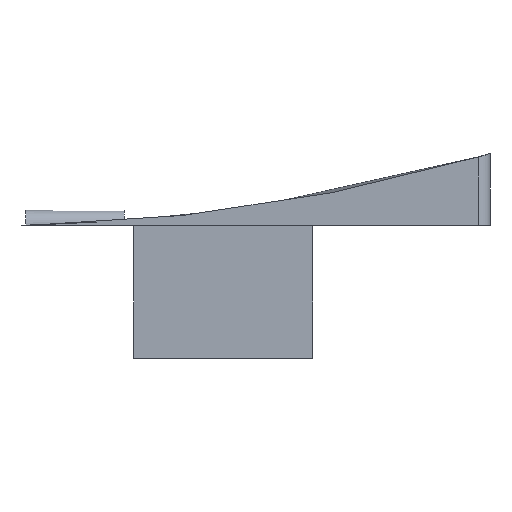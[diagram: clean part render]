
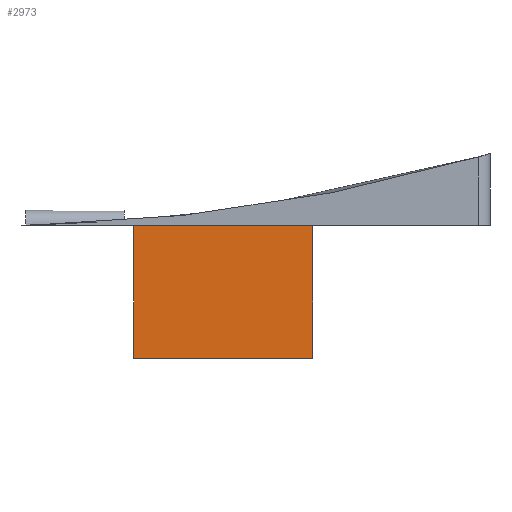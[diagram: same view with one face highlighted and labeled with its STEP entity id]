
A CAD part, left-side view. The second image highlights one B-rep face of the part: STEP entity #2973.
In plain terms, the highlighted planar face has unit normal (-1, 0, 0).
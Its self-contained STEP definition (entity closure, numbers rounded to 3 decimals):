
#228 = AXIS2_PLACEMENT_3D ( 'NONE', #1103, #4072, #3072 ) ;
#726 = CARTESIAN_POINT ( 'NONE',  ( -130., -14.05, -25. ) ) ;
#735 = VERTEX_POINT ( 'NONE', #5065 ) ;
#798 = EDGE_CURVE ( 'NONE', #3874, #4937, #1803, .T. ) ;
#962 = VECTOR ( 'NONE', #2217, 1000. ) ;
#1103 = CARTESIAN_POINT ( 'NONE',  ( -130., -14.05, -25. ) ) ;
#1207 = LINE ( 'NONE', #726, #962 ) ;
#1232 = EDGE_CURVE ( 'NONE', #735, #4937, #1207, .T. ) ;
#1803 = LINE ( 'NONE', #1837, #4204 ) ;
#1837 = CARTESIAN_POINT ( 'NONE',  ( -130., -14.05, 0. ) ) ;
#1844 = EDGE_CURVE ( 'NONE', #3481, #3874, #2163, .T. ) ;
#2066 = CARTESIAN_POINT ( 'NONE',  ( -130., 22.296, -27. ) ) ;
#2163 = LINE ( 'NONE', #4693, #5448 ) ;
#2217 = DIRECTION ( 'NONE',  ( 0., 0., 1. ) ) ;
#2239 = FACE_OUTER_BOUND ( 'NONE', #4677, .T. ) ;
#2256 = ORIENTED_EDGE ( 'NONE', *, *, #1232, .T. ) ;
#2263 = LINE ( 'NONE', #6056, #6353 ) ;
#2973 = ADVANCED_FACE ( 'NONE', ( #2239 ), #3709, .T. ) ;
#3008 = ORIENTED_EDGE ( 'NONE', *, *, #5795, .F. ) ;
#3072 = DIRECTION ( 'NONE',  ( 0., 0., 1. ) ) ;
#3481 = VERTEX_POINT ( 'NONE', #2066 ) ;
#3709 = PLANE ( 'NONE',  #228 ) ;
#3874 = VERTEX_POINT ( 'NONE', #4081 ) ;
#3962 = ORIENTED_EDGE ( 'NONE', *, *, #798, .F. ) ;
#4072 = DIRECTION ( 'NONE',  ( -1., 0., 0. ) ) ;
#4081 = CARTESIAN_POINT ( 'NONE',  ( -130., 22.296, 0. ) ) ;
#4126 = DIRECTION ( 'NONE',  ( 0., 0., 1. ) ) ;
#4204 = VECTOR ( 'NONE', #6169, 1000. ) ;
#4677 = EDGE_LOOP ( 'NONE', ( #3962, #5611, #3008, #2256 ) ) ;
#4693 = CARTESIAN_POINT ( 'NONE',  ( -130., 22.296, -25. ) ) ;
#4937 = VERTEX_POINT ( 'NONE', #5431 ) ;
#5065 = CARTESIAN_POINT ( 'NONE',  ( -130., -14.05, -27. ) ) ;
#5184 = DIRECTION ( 'NONE',  ( 0., 1., 0. ) ) ;
#5431 = CARTESIAN_POINT ( 'NONE',  ( -130., -14.05, 0. ) ) ;
#5448 = VECTOR ( 'NONE', #4126, 1000. ) ;
#5611 = ORIENTED_EDGE ( 'NONE', *, *, #1844, .F. ) ;
#5795 = EDGE_CURVE ( 'NONE', #735, #3481, #2263, .T. ) ;
#6056 = CARTESIAN_POINT ( 'NONE',  ( -130., -14.05, -27. ) ) ;
#6169 = DIRECTION ( 'NONE',  ( 0., -1., 0. ) ) ;
#6353 = VECTOR ( 'NONE', #5184, 1000. ) ;
